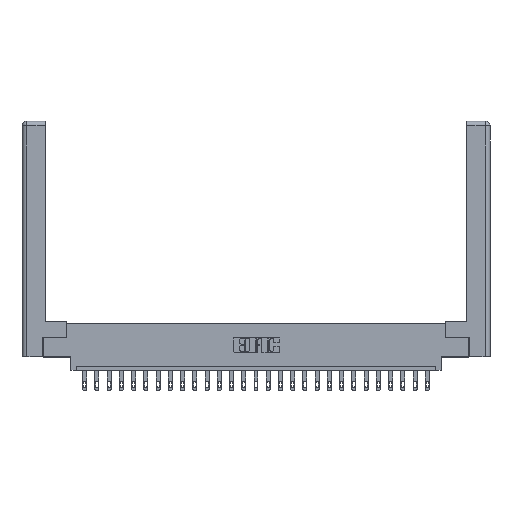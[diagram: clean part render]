
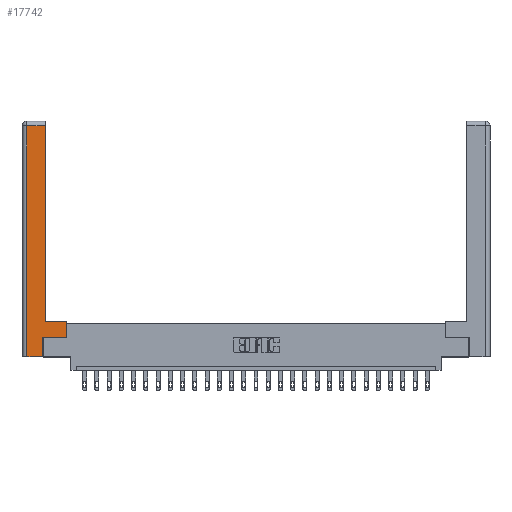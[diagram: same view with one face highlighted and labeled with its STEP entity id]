
A CAD part, top view. The second image highlights one B-rep face of the part: STEP entity #17742.
In plain terms, the highlighted planar face has unit normal (0, 0, 1).
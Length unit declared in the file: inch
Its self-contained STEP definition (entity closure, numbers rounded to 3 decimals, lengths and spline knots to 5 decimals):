
#1601 = PLANE ( 'NONE',  #23206 ) ;
#2773 = EDGE_CURVE ( 'NONE', #13873, #10694, #15849, .T. ) ;
#2805 = LINE ( 'NONE', #10425, #12787 ) ;
#3039 = DIRECTION ( 'NONE',  ( 0., 1., 0. ) ) ;
#4021 = LINE ( 'NONE', #21216, #22815 ) ;
#4215 = ORIENTED_EDGE ( 'NONE', *, *, #6407, .T. ) ;
#4549 = DIRECTION ( 'NONE',  ( -1., 0., 0. ) ) ;
#4618 = VECTOR ( 'NONE', #16679, 39.37008 ) ;
#5082 = DIRECTION ( 'NONE',  ( 0., 1., 0. ) ) ;
#5797 = ORIENTED_EDGE ( 'NONE', *, *, #18063, .T. ) ;
#6407 = EDGE_CURVE ( 'NONE', #10694, #24863, #2805, .T. ) ;
#6674 = EDGE_CURVE ( 'NONE', #22561, #20411, #9314, .T. ) ;
#6725 = CARTESIAN_POINT ( 'NONE',  ( 0.295, 3., 0. ) ) ;
#6840 = CARTESIAN_POINT ( 'NONE',  ( 0.295, 2.94, 0. ) ) ;
#7398 = EDGE_CURVE ( 'NONE', #24863, #10615, #4021, .T. ) ;
#8268 = VECTOR ( 'NONE', #22053, 39.37008 ) ;
#8398 = ORIENTED_EDGE ( 'NONE', *, *, #7398, .T. ) ;
#9314 = LINE ( 'NONE', #18668, #9932 ) ;
#9849 = CARTESIAN_POINT ( 'NONE',  ( 0., 0., 0. ) ) ;
#9932 = VECTOR ( 'NONE', #3039, 39.37008 ) ;
#10335 = DIRECTION ( 'NONE',  ( 1., 0., 0. ) ) ;
#10425 = CARTESIAN_POINT ( 'NONE',  ( 0.265, 0., 0. ) ) ;
#10615 = VERTEX_POINT ( 'NONE', #14944 ) ;
#10694 = VERTEX_POINT ( 'NONE', #13195 ) ;
#10990 = VERTEX_POINT ( 'NONE', #6840 ) ;
#10992 = CARTESIAN_POINT ( 'NONE',  ( 0.0615, 2.94, 0. ) ) ;
#11262 = CARTESIAN_POINT ( 'NONE',  ( 0.565, 0.245, 0. ) ) ;
#11330 = ORIENTED_EDGE ( 'NONE', *, *, #6674, .T. ) ;
#11611 = DIRECTION ( 'NONE',  ( 0., 0., -1. ) ) ;
#12134 = EDGE_CURVE ( 'NONE', #12662, #10990, #12925, .T. ) ;
#12662 = VERTEX_POINT ( 'NONE', #14657 ) ;
#12787 = VECTOR ( 'NONE', #10335, 39.37008 ) ;
#12925 = LINE ( 'NONE', #6725, #17612 ) ;
#13195 = CARTESIAN_POINT ( 'NONE',  ( 0.0615, 0., 0. ) ) ;
#13590 = LINE ( 'NONE', #24144, #8268 ) ;
#13873 = VERTEX_POINT ( 'NONE', #10992 ) ;
#13916 = CARTESIAN_POINT ( 'NONE',  ( 0.265, 0., 0. ) ) ;
#13924 = ORIENTED_EDGE ( 'NONE', *, *, #2773, .T. ) ;
#14215 = VECTOR ( 'NONE', #24006, 39.37008 ) ;
#14233 = DIRECTION ( 'NONE',  ( -1., 0., 0. ) ) ;
#14657 = CARTESIAN_POINT ( 'NONE',  ( 0.295, 0.45, 0. ) ) ;
#14944 = CARTESIAN_POINT ( 'NONE',  ( 0.265, 0.245, 0. ) ) ;
#15849 = LINE ( 'NONE', #16764, #4618 ) ;
#16199 = ORIENTED_EDGE ( 'NONE', *, *, #12134, .T. ) ;
#16679 = DIRECTION ( 'NONE',  ( 0., -1., 0. ) ) ;
#16764 = CARTESIAN_POINT ( 'NONE',  ( 0.0615, 0., 0. ) ) ;
#17549 = EDGE_CURVE ( 'NONE', #10615, #22561, #13590, .T. ) ;
#17612 = VECTOR ( 'NONE', #20865, 39.37008 ) ;
#17742 = ADVANCED_FACE ( 'NONE', ( #21142 ), #1601, .F. ) ;
#18063 = EDGE_CURVE ( 'NONE', #10990, #13873, #19832, .T. ) ;
#18668 = CARTESIAN_POINT ( 'NONE',  ( 0.565, 0.45, 0. ) ) ;
#19145 = EDGE_LOOP ( 'NONE', ( #16199, #5797, #13924, #4215, #8398, #25111, #11330, #20070 ) ) ;
#19832 = LINE ( 'NONE', #22262, #24537 ) ;
#20070 = ORIENTED_EDGE ( 'NONE', *, *, #20591, .T. ) ;
#20411 = VERTEX_POINT ( 'NONE', #25436 ) ;
#20591 = EDGE_CURVE ( 'NONE', #20411, #12662, #23964, .T. ) ;
#20865 = DIRECTION ( 'NONE',  ( 0., 1., 0. ) ) ;
#21142 = FACE_OUTER_BOUND ( 'NONE', #19145, .T. ) ;
#21216 = CARTESIAN_POINT ( 'NONE',  ( 0.265, 0.245, 0. ) ) ;
#21920 = CARTESIAN_POINT ( 'NONE',  ( 0.295, 0.45, 0. ) ) ;
#22053 = DIRECTION ( 'NONE',  ( 1., 0., 0. ) ) ;
#22262 = CARTESIAN_POINT ( 'NONE',  ( 0.0615, 2.94, 0. ) ) ;
#22561 = VERTEX_POINT ( 'NONE', #11262 ) ;
#22815 = VECTOR ( 'NONE', #5082, 39.37008 ) ;
#23206 = AXIS2_PLACEMENT_3D ( 'NONE', #9849, #11611, #4549 ) ;
#23964 = LINE ( 'NONE', #21920, #14215 ) ;
#24006 = DIRECTION ( 'NONE',  ( -1., 0., 0. ) ) ;
#24144 = CARTESIAN_POINT ( 'NONE',  ( 0.565, 0.245, 0. ) ) ;
#24537 = VECTOR ( 'NONE', #14233, 39.37008 ) ;
#24863 = VERTEX_POINT ( 'NONE', #13916 ) ;
#25111 = ORIENTED_EDGE ( 'NONE', *, *, #17549, .T. ) ;
#25436 = CARTESIAN_POINT ( 'NONE',  ( 0.565, 0.45, 0. ) ) ;
